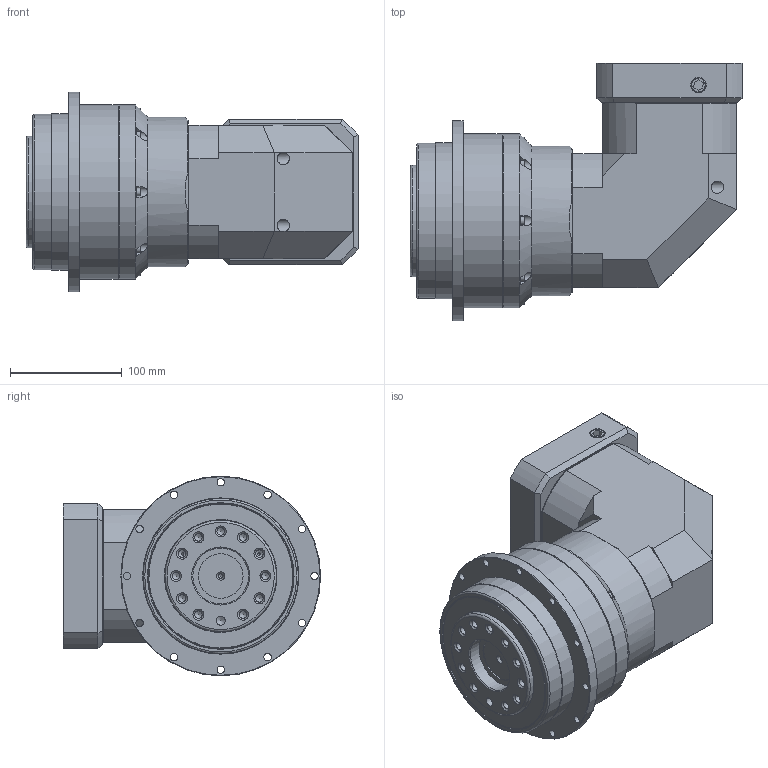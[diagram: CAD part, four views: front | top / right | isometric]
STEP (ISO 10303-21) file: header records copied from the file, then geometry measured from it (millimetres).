
FILE_DESCRIPTION((''),'2;1');
FILE_NAME('KSDL-140-2.stp','2013-09-10T16:58:38',('young'),(''),'Autodesk Inventor 2012','Autodesk Inventor 2012','');
FILE_SCHEMA(('AUTOMOTIVE_DESIGN { 1 0 10303 214 1 1 1 1 }'));
Length unit declared in the file: millimetre
Products named in the file (1): KSDL-140-2
Bounding box: 297.5 x 230.5 x 179 mm (x, y, z)
Volume: 2228692 mm3; surface area: 493389.3 mm2
Topology: 25 solids, 25 shells, 828 faces, 2049 edges, 1303 vertices
Faces by surface type: plane 388, cylinder 225, cone 153, torus 30, bspline 24, sphere 8
Full cylindrical faces by diameter (mm): 4 x9, 4.2 x9, 5 x4, 6.6 x12, 6.75 x11, 6.8 x12, 7 x8, 8 x10, 8.5 x7, 9 x1, 9.55 x3, 11 x4, 11.125 x2, 13 x6, 14.5 x1, 28.2 x1, 30 x1, 39.8 x1, 40 x2, 46 x1, 50 x1, 52 x1, 55 x3, 72 x1, 75 x1, 90 x1, 95 x1, 100 x2, 105 x2, 108 x1
Entity records: 28453 total; most frequent: CARTESIAN_POINT 10496, DIRECTION 3744, ORIENTED_EDGE 3310, EDGE_CURVE 1655, AXIS2_PLACEMENT_3D 1531, EDGE_LOOP 1220, VERTEX_POINT 1197, FACE_OUTER_BOUND 827
